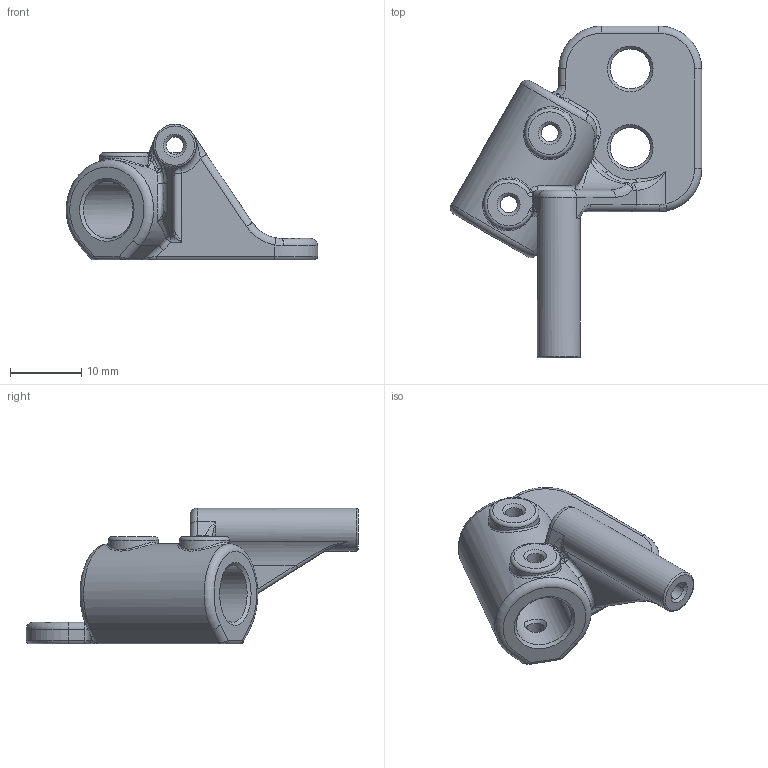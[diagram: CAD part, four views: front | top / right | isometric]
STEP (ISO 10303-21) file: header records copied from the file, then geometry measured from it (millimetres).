
FILE_DESCRIPTION(/* description */ (''),/* implementation_level */ '2;1');
FILE_NAME(/* name */ 'MP_DooKi3_SLM_Maxwell_Front_Mirror.step',/* time_stamp */ '2024-07-26T14:55:22-04:00',/* author */ (''),/* organization */ (''),/* preprocessor_version */ 'ST-DEVELOPER v20',/* originating_system */ 'Autodesk Translation Framework v13.14.0.145',/* authorisation */ '');
FILE_SCHEMA (('AUTOMOTIVE_DESIGN { 1 0 10303 214 3 1 1 }'));
Length unit declared in the file: millimetre
Products named in the file (1): MP_DooKi3_SLM_Z_Maxwell_Front_V2
Bounding box: 35.2 x 46.5 x 19 mm (x, y, z)
Volume: 4558 mm3; surface area: 3653 mm2
Topology: 1 solids, 1 shells, 183 faces, 438 edges, 245 vertices
Faces by surface type: bspline 67, cylinder 52, torus 26, plane 22, cone 11, sphere 5
Full cylindrical faces by diameter (mm): 2.4 x5, 5.6 x2, 6 x1, 7 x1, 8 x1
Entity records: 7719 total; most frequent: CARTESIAN_POINT 3771, ORIENTED_EDGE 852, DIRECTION 767, EDGE_CURVE 426, AXIS2_PLACEMENT_3D 332, VERTEX_POINT 245, EDGE_LOOP 199, FACE_OUTER_BOUND 183
